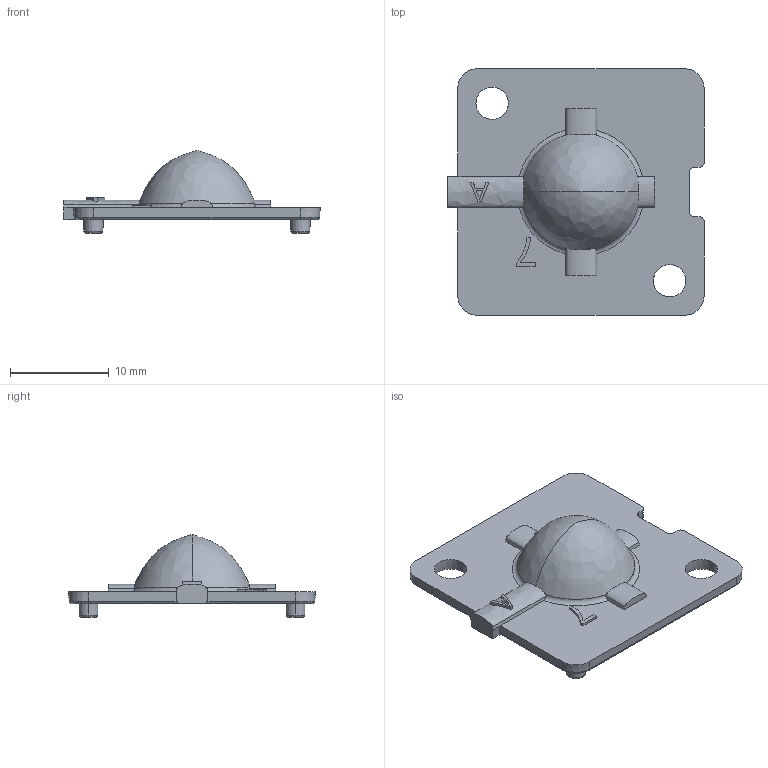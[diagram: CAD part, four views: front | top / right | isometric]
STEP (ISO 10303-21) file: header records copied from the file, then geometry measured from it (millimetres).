
FILE_DESCRIPTION (( 'STEP AP214' ), '1' );
FILE_NAME ('12815-70300_Rev-2_Customer.STEP', '2015-09-16T10:43:54', ( '' ), ( '' ), 'SwSTEP 2.0', 'SolidWorks 2014', '' );
FILE_SCHEMA (( 'AUTOMOTIVE_DESIGN' ));
Length unit declared in the file: millimetre
Products named in the file (1): 12815-70300_Rev-2_Customer
Bounding box: 26 x 25 x 8.4 mm (x, y, z)
Volume: 872.3 mm3; surface area: 1489.6 mm2
Topology: 1 solids, 1 shells, 167 faces, 424 edges, 262 vertices
Faces by surface type: plane 46, cylinder 41, bspline 38, torus 24, cone 18
Entity records: 5780 total; most frequent: CARTESIAN_POINT 1938, ORIENTED_EDGE 840, DIRECTION 748, EDGE_CURVE 420, AXIS2_PLACEMENT_3D 282, VERTEX_POINT 262, LINE 184, VECTOR 184
